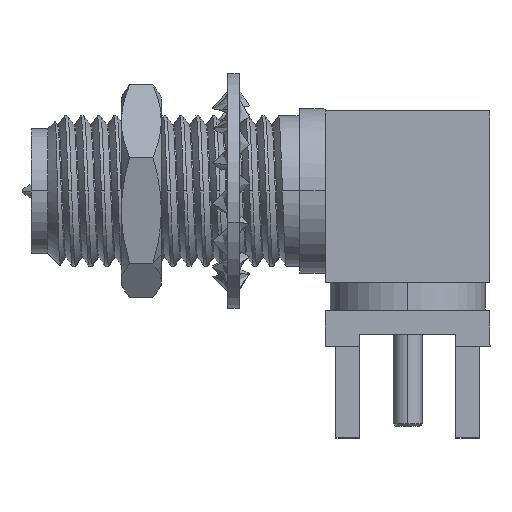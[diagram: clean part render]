
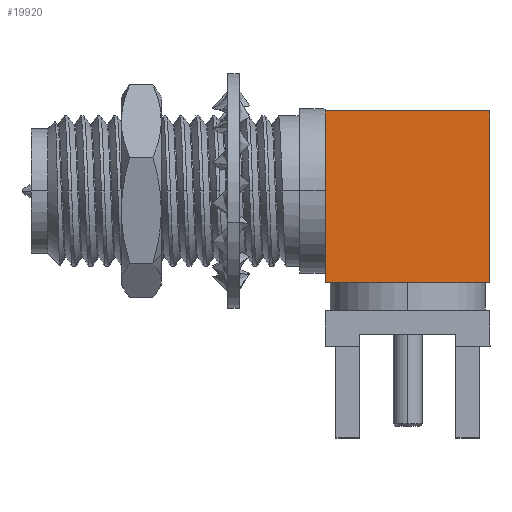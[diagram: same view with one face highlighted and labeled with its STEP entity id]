
A CAD part, top view. The second image highlights one B-rep face of the part: STEP entity #19920.
In plain terms, the highlighted planar face has unit normal (0, 0, 1).
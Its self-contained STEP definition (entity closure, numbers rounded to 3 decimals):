
#604 = DIRECTION ( 'NONE',  ( -1., 0., 0. ) ) ;
#2093 = VECTOR ( 'NONE', #14027, 1000. ) ;
#2110 = ORIENTED_EDGE ( 'NONE', *, *, #27919, .T. ) ;
#3097 = CARTESIAN_POINT ( 'NONE',  ( 12.5, 0., 3.5 ) ) ;
#3172 = EDGE_CURVE ( 'NONE', #29140, #15473, #29881, .T. ) ;
#3780 = PLANE ( 'NONE',  #31978 ) ;
#3815 = VERTEX_POINT ( 'NONE', #18266 ) ;
#4255 = EDGE_LOOP ( 'NONE', ( #2110, #17131, #5371, #29107, #33153 ) ) ;
#5283 = VECTOR ( 'NONE', #24040, 1000. ) ;
#5371 = ORIENTED_EDGE ( 'NONE', *, *, #25987, .F. ) ;
#6129 = LINE ( 'NONE', #16035, #5283 ) ;
#9111 = LINE ( 'NONE', #23870, #16288 ) ;
#9167 = FACE_OUTER_BOUND ( 'NONE', #4255, .T. ) ;
#9186 = DIRECTION ( 'NONE',  ( 0., 0., -1. ) ) ;
#9235 = VERTEX_POINT ( 'NONE', #27286 ) ;
#10569 = CARTESIAN_POINT ( 'NONE',  ( 12.5, -3.9, 3.5 ) ) ;
#10703 = CARTESIAN_POINT ( 'NONE',  ( 19.5, -3.9, 3.5 ) ) ;
#10842 = VECTOR ( 'NONE', #604, 1000. ) ;
#14027 = DIRECTION ( 'NONE',  ( 0., -1., 0. ) ) ;
#15473 = VERTEX_POINT ( 'NONE', #10569 ) ;
#15630 = DIRECTION ( 'NONE',  ( 0., -1., 0. ) ) ;
#16035 = CARTESIAN_POINT ( 'NONE',  ( 19.5, -3.9, 3.5 ) ) ;
#16288 = VECTOR ( 'NONE', #15630, 1000. ) ;
#17131 = ORIENTED_EDGE ( 'NONE', *, *, #3172, .T. ) ;
#18266 = CARTESIAN_POINT ( 'NONE',  ( 19.5, 3.4, 3.5 ) ) ;
#19690 = EDGE_CURVE ( 'NONE', #3815, #9235, #32322, .T. ) ;
#19920 = ADVANCED_FACE ( 'NONE', ( #9167 ), #3780, .F. ) ;
#21931 = CARTESIAN_POINT ( 'NONE',  ( 19.5, 3.4, 3.5 ) ) ;
#22510 = CARTESIAN_POINT ( 'NONE',  ( 19.5, 3.4, 3.5 ) ) ;
#23870 = CARTESIAN_POINT ( 'NONE',  ( 12.5, 3.4, 3.5 ) ) ;
#24040 = DIRECTION ( 'NONE',  ( -1., 0., 0. ) ) ;
#25225 = DIRECTION ( 'NONE',  ( 0., -1., 0. ) ) ;
#25332 = CARTESIAN_POINT ( 'NONE',  ( 19.5, 3.4, 3.5 ) ) ;
#25987 = EDGE_CURVE ( 'NONE', #26082, #15473, #6129, .T. ) ;
#26082 = VERTEX_POINT ( 'NONE', #10703 ) ;
#27286 = CARTESIAN_POINT ( 'NONE',  ( 12.5, 3.4, 3.5 ) ) ;
#27705 = CARTESIAN_POINT ( 'NONE',  ( 12.5, 3.4, 3.5 ) ) ;
#27919 = EDGE_CURVE ( 'NONE', #9235, #29140, #9111, .T. ) ;
#28024 = DIRECTION ( 'NONE',  ( 0., 1., 0. ) ) ;
#29107 = ORIENTED_EDGE ( 'NONE', *, *, #31823, .F. ) ;
#29140 = VERTEX_POINT ( 'NONE', #3097 ) ;
#29266 = VECTOR ( 'NONE', #25225, 1000. ) ;
#29881 = LINE ( 'NONE', #27705, #2093 ) ;
#31788 = LINE ( 'NONE', #22510, #29266 ) ;
#31823 = EDGE_CURVE ( 'NONE', #3815, #26082, #31788, .T. ) ;
#31978 = AXIS2_PLACEMENT_3D ( 'NONE', #25332, #9186, #28024 ) ;
#32322 = LINE ( 'NONE', #21931, #10842 ) ;
#33153 = ORIENTED_EDGE ( 'NONE', *, *, #19690, .T. ) ;
